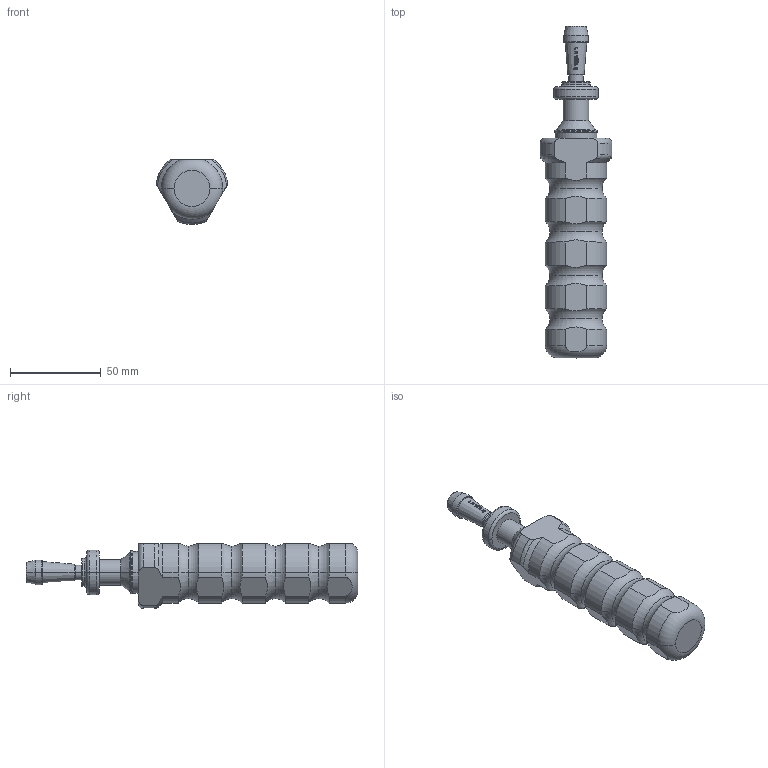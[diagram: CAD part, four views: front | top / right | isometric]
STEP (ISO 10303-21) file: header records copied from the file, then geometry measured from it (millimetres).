
FILE_DESCRIPTION (( 'STEP AP203' ), '1' );
FILE_NAME ('INGUN_DW-20-120.STEP', '2020-08-03T05:39:19', ( '' ), ( '' ), 'SwSTEP 2.0', 'SolidWorks 2018', '' );
FILE_SCHEMA (( 'CONFIG_CONTROL_DESIGN' ));
Length unit declared in the file: millimetre
Products named in the file (1): INGUN_DW-20-120
Bounding box: 39.58 x 183 x 35.77 mm (x, y, z)
Volume: 111685.4 mm3; surface area: 18361.4 mm2
Topology: 1 solids, 1 shells, 193 faces, 490 edges, 312 vertices
Faces by surface type: bspline 62, torus 43, cylinder 37, plane 31, cone 18, sphere 2
Entity records: 8257 total; most frequent: CARTESIAN_POINT 4050, ORIENTED_EDGE 972, DIRECTION 685, EDGE_CURVE 486, VERTEX_POINT 310, AXIS2_PLACEMENT_3D 300, B_SPLINE_CURVE_WITH_KNOTS 233, EDGE_LOOP 208
